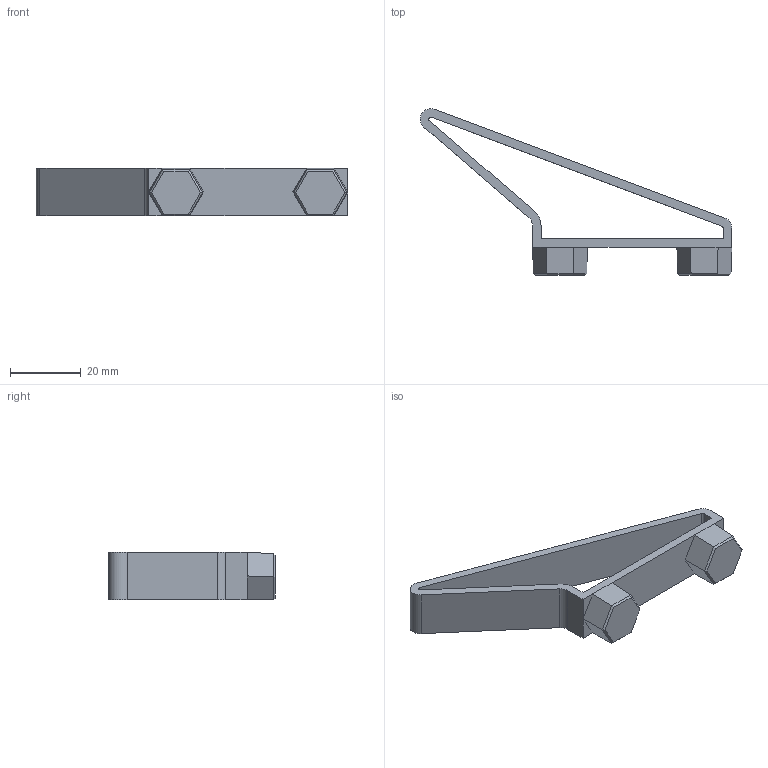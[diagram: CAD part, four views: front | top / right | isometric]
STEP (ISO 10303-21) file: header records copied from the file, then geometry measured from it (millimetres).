
FILE_DESCRIPTION(('Open CASCADE Model'),'2;1');
FILE_NAME('Open CASCADE Shape Model','2026-01-10T21:53:30',('Author'),( 'Open CASCADE'),'Open CASCADE STEP processor 7.8','Open CASCADE 7.8' ,'Unknown');
FILE_SCHEMA(('AUTOMOTIVE_DESIGN { 1 0 10303 214 1 1 1 1 }'));
Length unit declared in the file: millimetre
Products named in the file (1): Open CASCADE STEP translator 7.8 1
Bounding box: 88.24 x 47.26 x 13.48 mm (x, y, z)
Volume: 8911.1 mm3; surface area: 7063.5 mm2
Topology: 1 solids, 1 shells, 48 faces, 114 edges, 68 vertices
Faces by surface type: bspline 24, plane 18, cylinder 6
Entity records: 3302 total; most frequent: CARTESIAN_POINT 1211, DIRECTION 300, ORIENTED_EDGE 228, PCURVE 228, DEFINITIONAL_REPRESENTATION 228, LINE 218, VECTOR 218, EDGE_CURVE 114
